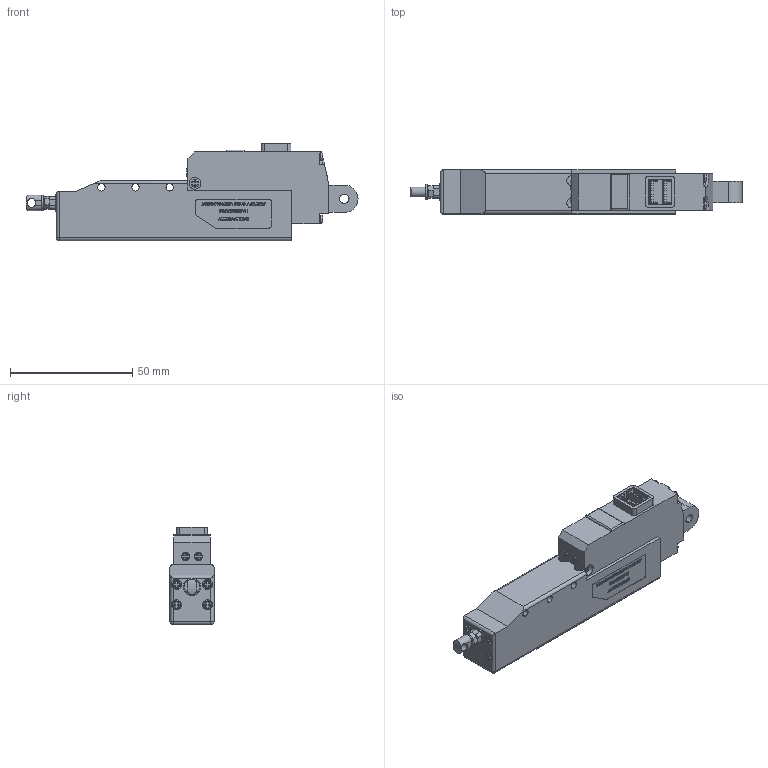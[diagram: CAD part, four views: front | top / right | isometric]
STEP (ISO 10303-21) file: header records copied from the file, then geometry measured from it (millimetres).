
FILE_DESCRIPTION (( 'STEP AP214' ), '1' );
FILE_NAME ('PA-12-22038212.STEP', '2019-05-15T20:03:27', ( '' ), ( '' ), 'SwSTEP 2.0', 'SolidWorks 2018', '' );
FILE_SCHEMA (( 'AUTOMOTIVE_DESIGN' ));
Length unit declared in the file: inch
Products named in the file (1): PA-12-22038212
Bounding box: 135.89 x 18.03 x 39.88 mm (x, y, z)
Volume: 55668 mm3; surface area: 13597.3 mm2
Topology: 1 solids, 1 shells, 1060 faces, 2809 edges, 1845 vertices
Faces by surface type: plane 668, bspline 278, cylinder 82, torus 28, cone 2, sphere 2
Entity records: 47855 total; most frequent: CARTESIAN_POINT 22212, ORIENTED_EDGE 5614, DIRECTION 3862, EDGE_CURVE 2807, LINE 1860, VECTOR 1860, VERTEX_POINT 1845, EDGE_LOOP 1166
